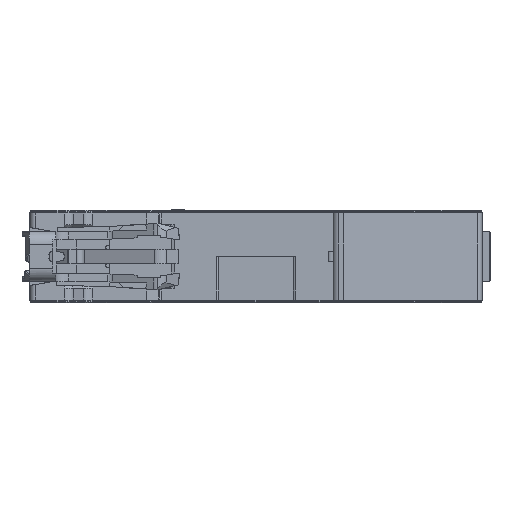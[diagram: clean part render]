
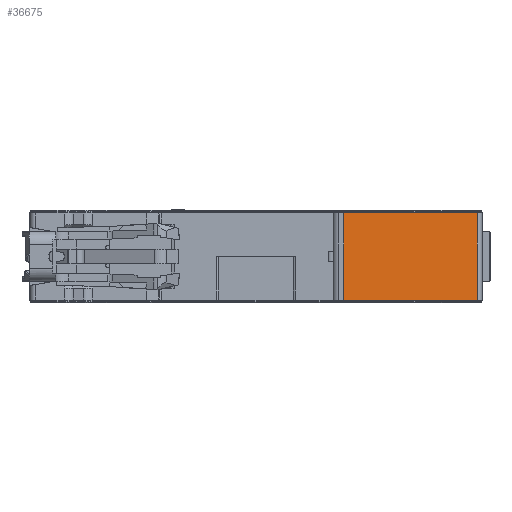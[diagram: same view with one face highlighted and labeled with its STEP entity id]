
A CAD part, front view. The second image highlights one B-rep face of the part: STEP entity #36675.
In plain terms, the highlighted planar face has unit normal (0.113, -0.994, 0).
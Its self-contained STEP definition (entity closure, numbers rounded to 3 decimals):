
#577=DIRECTION('',(0.,0.,1.));
#578=VECTOR('',#577,16.4);
#579=CARTESIAN_POINT('',(41.613,-60.439,-8.2));
#580=LINE('',#579,#578);
#595=DIRECTION('',(-0.994,-0.113,0.));
#596=VECTOR('',#595,25.276);
#597=CARTESIAN_POINT('',(41.613,-60.439,8.2));
#598=LINE('',#597,#596);
#599=DIRECTION('',(-0.994,-0.113,0.));
#600=VECTOR('',#599,25.276);
#601=CARTESIAN_POINT('',(41.613,-60.439,-8.2));
#602=LINE('',#601,#600);
#607=DIRECTION('',(0.,0.,-1.));
#608=VECTOR('',#607,16.4);
#609=CARTESIAN_POINT('',(16.5,-63.3,8.2));
#610=LINE('',#609,#608);
#29938=CARTESIAN_POINT('',(41.613,-60.439,-8.2));
#29939=CARTESIAN_POINT('',(16.5,-63.3,-8.2));
#29940=VERTEX_POINT('',#29938);
#29941=VERTEX_POINT('',#29939);
#32799=CARTESIAN_POINT('',(41.613,-60.439,8.2));
#32800=CARTESIAN_POINT('',(16.5,-63.3,8.2));
#32801=VERTEX_POINT('',#32799);
#32802=VERTEX_POINT('',#32800);
#36661=CARTESIAN_POINT('',(42.5,-60.338,0.));
#36662=DIRECTION('',(0.113,-0.994,0.));
#36663=DIRECTION('',(-0.994,-0.113,0.));
#36664=AXIS2_PLACEMENT_3D('',#36661,#36662,#36663);
#36665=PLANE('',#36664);
#36667=ORIENTED_EDGE('',*,*,#36666,.F.);
#36669=ORIENTED_EDGE('',*,*,#36668,.F.);
#36670=ORIENTED_EDGE('',*,*,#36644,.F.);
#36672=ORIENTED_EDGE('',*,*,#36671,.T.);
#36673=EDGE_LOOP('',(#36667,#36669,#36670,#36672));
#36674=FACE_OUTER_BOUND('',#36673,.F.);
#36644=EDGE_CURVE('',#29940,#32801,#580,.T.);
#36666=EDGE_CURVE('',#32802,#29941,#610,.T.);
#36668=EDGE_CURVE('',#32801,#32802,#598,.T.);
#36671=EDGE_CURVE('',#29940,#29941,#602,.T.);
#36675=ADVANCED_FACE('',(#36674),#36665,.T.);
